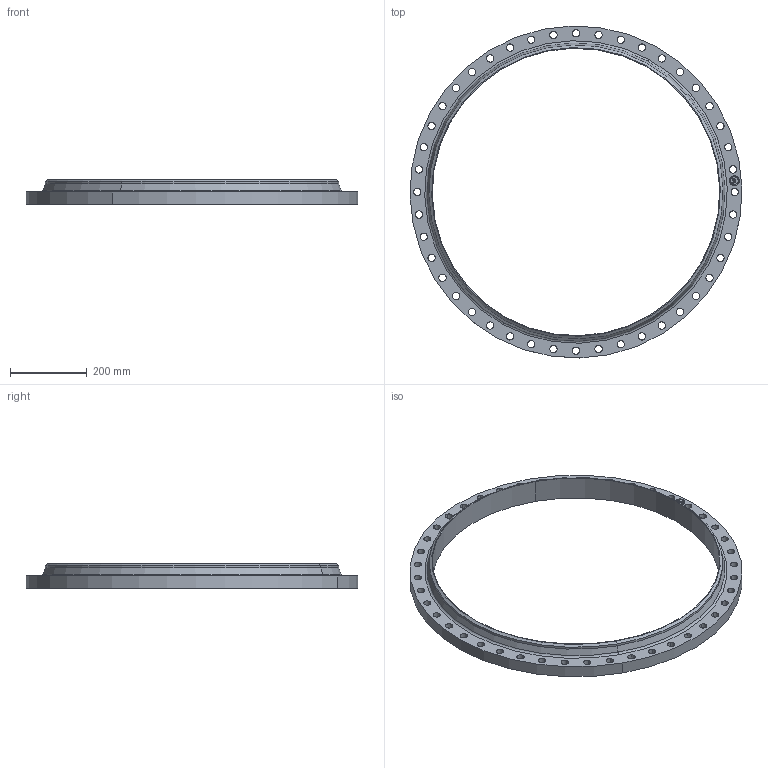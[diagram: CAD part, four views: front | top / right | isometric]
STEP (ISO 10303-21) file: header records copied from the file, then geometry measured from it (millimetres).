
FILE_DESCRIPTION(('3D STEP'),'2;1');
FILE_NAME('30-075-WELD-NECK-FF-10-B-FLANGE.stp','2013-03-25T06:10:07+00:00',('Texas Flange'),(''),'CATIA Version 5 Release 20 SP 6 (IN-10)','CATIA V5 STEP AP214','800-826-3801');
FILE_SCHEMA(('AUTOMOTIVE_DESIGN { 1 0 10303 214 1 1 1 1 }'));
Length unit declared in the file: inch
Products named in the file (1): 30-075-WELD-NECK-FF-10-B-FLANGE
Bounding box: 863.36 x 863.36 x 63.5 mm (x, y, z)
Volume: 5008681.5 mm3; surface area: 638941.6 mm2
Topology: 1 solids, 1 shells, 488 faces, 1398 edges, 930 vertices
Faces by surface type: plane 368, cylinder 114, cone 4, torus 2
Entity records: 18011 total; most frequent: ORIENTED_EDGE 2796, CARTESIAN_POINT 2733, DIRECTION 2206, EDGE_CURVE 1398, VECTOR 1162, LINE 1162, VERTEX_POINT 930, AXIS2_PLACEMENT_3D 641
